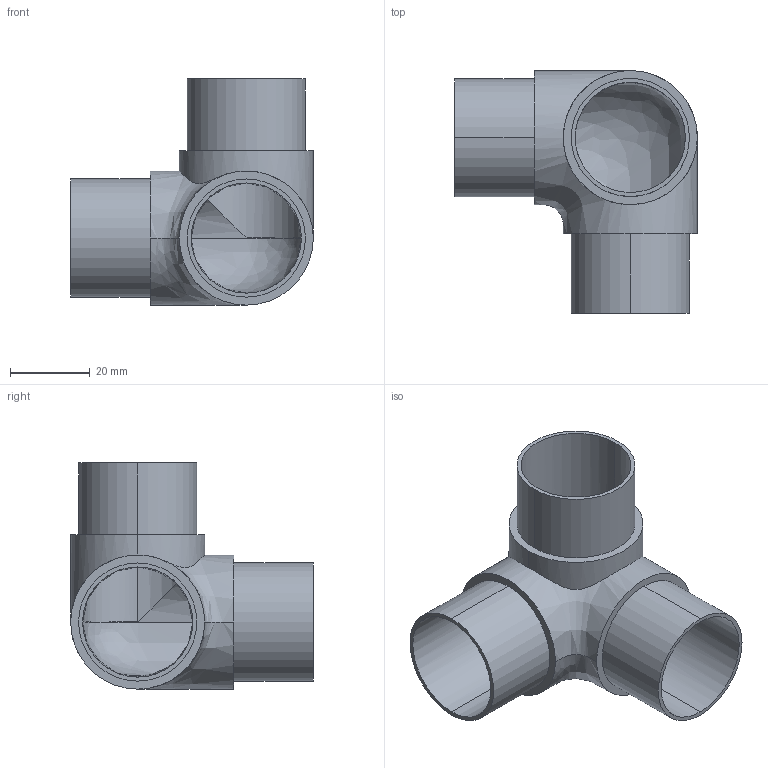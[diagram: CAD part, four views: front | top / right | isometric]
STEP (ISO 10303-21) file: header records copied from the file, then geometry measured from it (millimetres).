
FILE_DESCRIPTION (( 'STEP AP203' ), '1' );
FILE_NAME ('3D_GR1222_33.7x2_188851190.STEP', '2024-11-11T13:01:48', ( '' ), ( '' ), 'SwSTEP 2.0', 'SolidWorks 2023', '' );
FILE_SCHEMA (( 'CONFIG_CONTROL_DESIGN' ));
Length unit declared in the file: millimetre
Products named in the file (1): 3D_GR1222_33.7x2_188851190
Bounding box: 61 x 61 x 56.85 mm (x, y, z)
Volume: 19214.5 mm3; surface area: 20617.7 mm2
Topology: 1 solids, 1 shells, 28 faces, 122 edges, 98 vertices
Faces by surface type: cylinder 14, bspline 8, plane 6
Entity records: 12000 total; most frequent: CARTESIAN_POINT 10950, ORIENTED_EDGE 244, DIRECTION 168, EDGE_CURVE 122, VERTEX_POINT 98, AXIS2_PLACEMENT_3D 77, CIRCLE 56, B_SPLINE_CURVE_WITH_KNOTS 52
